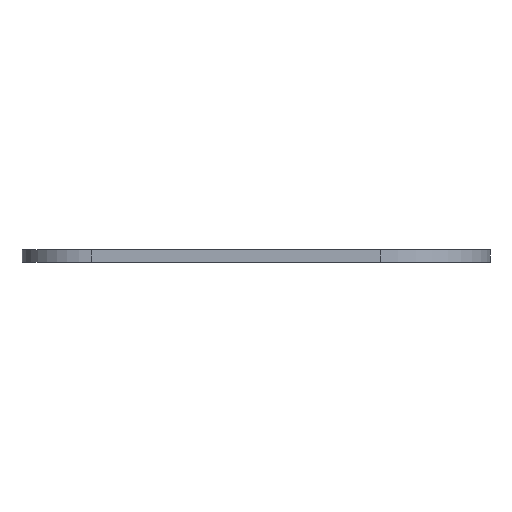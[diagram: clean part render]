
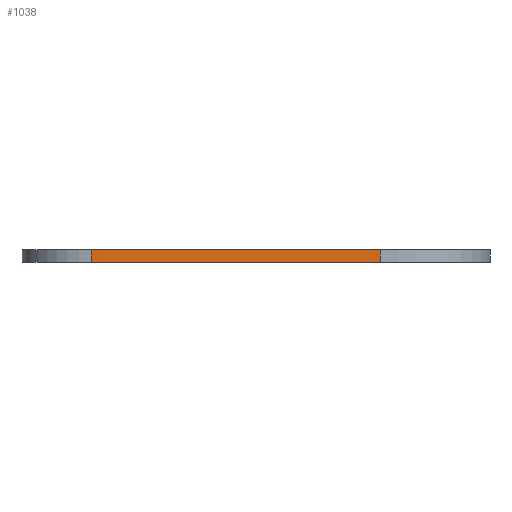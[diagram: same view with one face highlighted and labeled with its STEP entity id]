
A CAD part, front view. The second image highlights one B-rep face of the part: STEP entity #1038.
In plain terms, the highlighted planar face has unit normal (0, -1, 0).
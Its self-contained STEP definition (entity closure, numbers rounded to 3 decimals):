
#6 = ORIENTED_EDGE ( 'NONE', *, *, #869, .T. ) ;
#157 = DIRECTION ( 'NONE',  ( 1., 0., 0. ) ) ;
#217 = LINE ( 'NONE', #328, #1217 ) ;
#305 = EDGE_CURVE ( 'NONE', #1499, #462, #217, .T. ) ;
#328 = CARTESIAN_POINT ( 'NONE',  ( -138.977, 14.65, 211.5 ) ) ;
#353 = DIRECTION ( 'NONE',  ( 0., 0., -1. ) ) ;
#400 = CARTESIAN_POINT ( 'NONE',  ( -231.064, 14.65, 207.5 ) ) ;
#448 = VERTEX_POINT ( 'NONE', #400 ) ;
#462 = VERTEX_POINT ( 'NONE', #1689 ) ;
#528 = AXIS2_PLACEMENT_3D ( 'NONE', #842, #1443, #1419 ) ;
#582 = DIRECTION ( 'NONE',  ( 1., 0., 0. ) ) ;
#674 = CARTESIAN_POINT ( 'NONE',  ( -231.064, 14.65, 211.5 ) ) ;
#704 = CARTESIAN_POINT ( 'NONE',  ( -138.977, 14.65, 211.5 ) ) ;
#792 = DIRECTION ( 'NONE',  ( 0., 0., -1. ) ) ;
#812 = LINE ( 'NONE', #674, #829 ) ;
#829 = VECTOR ( 'NONE', #792, 1000. ) ;
#842 = CARTESIAN_POINT ( 'NONE',  ( 0., 14.65, 211.5 ) ) ;
#862 = PLANE ( 'NONE',  #528 ) ;
#869 = EDGE_CURVE ( 'NONE', #1611, #448, #812, .T. ) ;
#980 = EDGE_CURVE ( 'NONE', #448, #462, #1867, .T. ) ;
#994 = ORIENTED_EDGE ( 'NONE', *, *, #305, .F. ) ;
#1007 = VECTOR ( 'NONE', #582, 1000. ) ;
#1038 = ADVANCED_FACE ( 'NONE', ( #1166 ), #862, .F. ) ;
#1100 = ORIENTED_EDGE ( 'NONE', *, *, #1613, .F. ) ;
#1166 = FACE_OUTER_BOUND ( 'NONE', #1296, .T. ) ;
#1217 = VECTOR ( 'NONE', #353, 1000. ) ;
#1296 = EDGE_LOOP ( 'NONE', ( #1492, #994, #1100, #6 ) ) ;
#1317 = CARTESIAN_POINT ( 'NONE',  ( 0., 14.65, 207.5 ) ) ;
#1406 = VECTOR ( 'NONE', #157, 1000. ) ;
#1419 = DIRECTION ( 'NONE',  ( -1., 0., 0. ) ) ;
#1443 = DIRECTION ( 'NONE',  ( 0., 1., 0. ) ) ;
#1492 = ORIENTED_EDGE ( 'NONE', *, *, #980, .T. ) ;
#1499 = VERTEX_POINT ( 'NONE', #704 ) ;
#1611 = VERTEX_POINT ( 'NONE', #1629 ) ;
#1613 = EDGE_CURVE ( 'NONE', #1611, #1499, #1782, .T. ) ;
#1629 = CARTESIAN_POINT ( 'NONE',  ( -231.064, 14.65, 211.5 ) ) ;
#1689 = CARTESIAN_POINT ( 'NONE',  ( -138.977, 14.65, 207.5 ) ) ;
#1772 = CARTESIAN_POINT ( 'NONE',  ( 0., 14.65, 211.5 ) ) ;
#1782 = LINE ( 'NONE', #1772, #1406 ) ;
#1867 = LINE ( 'NONE', #1317, #1007 ) ;
